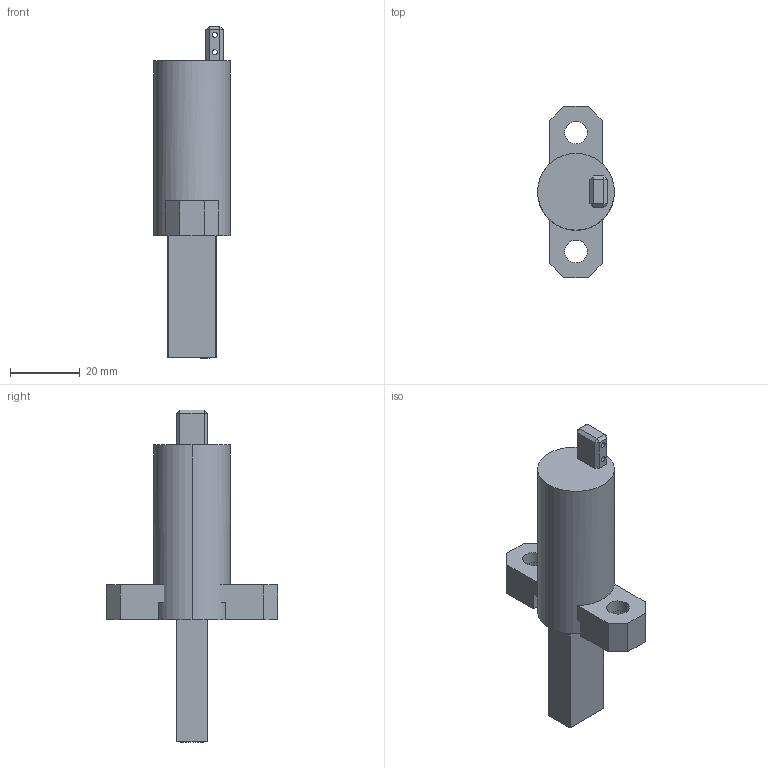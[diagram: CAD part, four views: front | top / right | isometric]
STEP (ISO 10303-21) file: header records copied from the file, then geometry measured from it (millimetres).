
FILE_DESCRIPTION(('CATIA V5 STEP Exchange'),'2;1');
FILE_NAME('SSR02_3D-01.stp','2025-09-15T04:17:09+00:00',('none'),('none'),'CATIA Version 5 Release 20 GA (IN-10)','CATIA V5 STEP AP214','none');
FILE_SCHEMA(('AUTOMOTIVE_DESIGN { 1 0 10303 214 1 1 1 1 }'));
Length unit declared in the file: millimetre
Products named in the file (1): SSR02_01
Bounding box: 22 x 49 x 95 mm (x, y, z)
Volume: 26060.8 mm3; surface area: 8927.5 mm2
Topology: 3 solids, 3 shells, 81 faces, 196 edges, 125 vertices
Faces by surface type: plane 59, cylinder 18, cone 4
Entity records: 2518 total; most frequent: CARTESIAN_POINT 609, ORIENTED_EDGE 388, DIRECTION 345, EDGE_CURVE 194, VECTOR 148, LINE 148, VERTEX_POINT 125, AXIS2_PLACEMENT_3D 117
